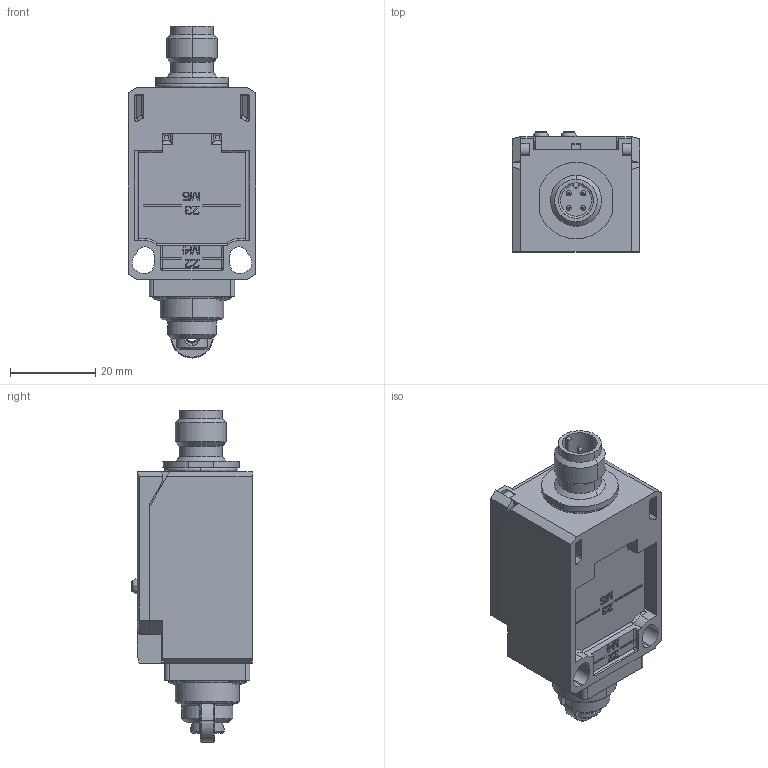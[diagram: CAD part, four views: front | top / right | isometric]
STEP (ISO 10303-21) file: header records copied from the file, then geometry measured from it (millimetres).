
FILE_DESCRIPTION((''),'2;1');
FILE_NAME('6073402019_SW0001','2010-07-08T',('T.Romberg'),(''),'PRO/ENGINEER BY PARAMETRIC TECHNOLOGY CORPORATION, 2005070','PRO/ENGINEER BY PARAMETRIC TECHNOLOGY CORPORATION, 2005070','');
FILE_SCHEMA(('AUTOMOTIVE_DESIGN_CC2 { 1 2 10303 214 -1 1 5 2 }'));
Length unit declared in the file: millimetre
Products named in the file (1): 6073402019_SW0001
Bounding box: 30 x 28.2 x 78 mm (x, y, z)
Surface area: 20320.9 mm2 (no closed solid volume)
Topology: 0 solids, 24 shells, 1264 faces, 3417 edges, 2153 vertices
Faces by surface type: plane 842, cylinder 244, sphere 76, cone 60, torus 32, bspline 8, revolution 2
Entity records: 60075 total; most frequent: CARTESIAN_POINT 7875, DIRECTION 6562, ORIENTED_EDGE 6532, PRESENTATION_STYLE_ASSIGNMENT 4616, STYLED_ITEM 3410, CURVE_STYLE 3391, EDGE_CURVE 3389, VECTOR 2458
